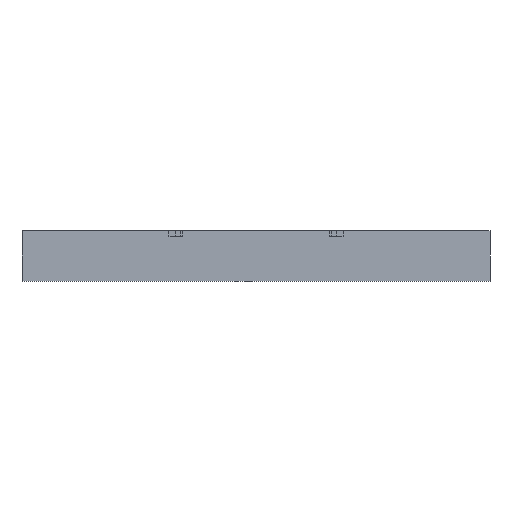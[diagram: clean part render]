
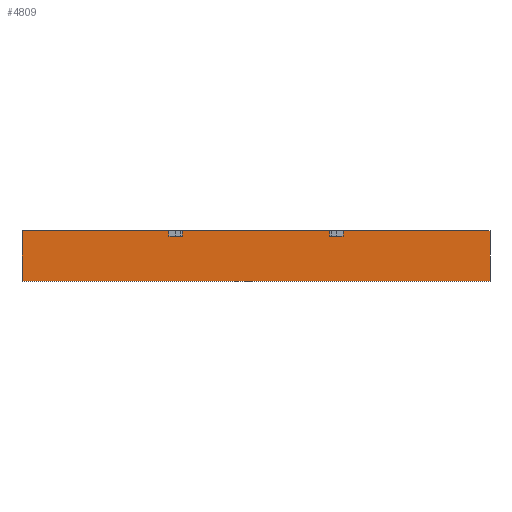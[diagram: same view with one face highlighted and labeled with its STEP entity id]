
A CAD part, front view. The second image highlights one B-rep face of the part: STEP entity #4809.
In plain terms, the highlighted planar face has unit normal (0, -1, 0).
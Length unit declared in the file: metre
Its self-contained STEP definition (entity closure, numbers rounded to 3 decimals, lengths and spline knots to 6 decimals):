
#206=LINE('',#7018,#878);
#210=LINE('',#7026,#882);
#222=LINE('',#7050,#894);
#232=LINE('',#7070,#904);
#233=LINE('',#7072,#905);
#234=LINE('',#7074,#906);
#235=LINE('',#7075,#907);
#236=LINE('',#7077,#908);
#237=LINE('',#7079,#909);
#238=LINE('',#7080,#910);
#239=LINE('',#7082,#911);
#240=LINE('',#7084,#912);
#878=VECTOR('',#5583,1.);
#882=VECTOR('',#5587,1.);
#894=VECTOR('',#5599,1.);
#904=VECTOR('',#5611,1.);
#905=VECTOR('',#5612,1.);
#906=VECTOR('',#5613,1.);
#907=VECTOR('',#5614,1.);
#908=VECTOR('',#5615,1.);
#909=VECTOR('',#5616,1.);
#910=VECTOR('',#5617,1.);
#911=VECTOR('',#5618,1.);
#912=VECTOR('',#5619,1.);
#1580=ORIENTED_EDGE('',*,*,#2948,.F.);
#1581=ORIENTED_EDGE('',*,*,#2949,.F.);
#1582=ORIENTED_EDGE('',*,*,#2950,.T.);
#1583=ORIENTED_EDGE('',*,*,#2938,.F.);
#1584=ORIENTED_EDGE('',*,*,#2951,.F.);
#1585=ORIENTED_EDGE('',*,*,#2952,.F.);
#1586=ORIENTED_EDGE('',*,*,#2953,.T.);
#1587=ORIENTED_EDGE('',*,*,#2926,.F.);
#1588=ORIENTED_EDGE('',*,*,#2954,.T.);
#1589=ORIENTED_EDGE('',*,*,#2955,.T.);
#1590=ORIENTED_EDGE('',*,*,#2956,.F.);
#1591=ORIENTED_EDGE('',*,*,#2922,.F.);
#2922=EDGE_CURVE('',#3606,#3607,#206,.T.);
#2926=EDGE_CURVE('',#3610,#3611,#210,.T.);
#2938=EDGE_CURVE('',#3622,#3623,#222,.T.);
#2948=EDGE_CURVE('',#3632,#3606,#232,.T.);
#2949=EDGE_CURVE('',#3633,#3632,#233,.T.);
#2950=EDGE_CURVE('',#3633,#3623,#234,.T.);
#2951=EDGE_CURVE('',#3634,#3622,#235,.T.);
#2952=EDGE_CURVE('',#3635,#3634,#236,.T.);
#2953=EDGE_CURVE('',#3635,#3611,#237,.T.);
#2954=EDGE_CURVE('',#3610,#3636,#238,.T.);
#2955=EDGE_CURVE('',#3636,#3637,#239,.T.);
#2956=EDGE_CURVE('',#3607,#3637,#240,.T.);
#3606=VERTEX_POINT('',#7017);
#3607=VERTEX_POINT('',#7019);
#3610=VERTEX_POINT('',#7025);
#3611=VERTEX_POINT('',#7027);
#3622=VERTEX_POINT('',#7049);
#3623=VERTEX_POINT('',#7051);
#3632=VERTEX_POINT('',#7071);
#3633=VERTEX_POINT('',#7073);
#3634=VERTEX_POINT('',#7076);
#3635=VERTEX_POINT('',#7078);
#3636=VERTEX_POINT('',#7081);
#3637=VERTEX_POINT('',#7083);
#3931=EDGE_LOOP('',(#1580,#1581,#1582,#1583,#1584,#1585,#1586,#1587,#1588,
#1589,#1590,#1591));
#4257=FACE_BOUND('',#3931,.T.);
#4541=PLANE('',#5102);
#4809=ADVANCED_FACE('',(#4257),#4541,.F.);
#5102=AXIS2_PLACEMENT_3D('',#7069,#5609,#5610);
#5583=DIRECTION('',(1.,0.,0.));
#5587=DIRECTION('',(1.,0.,0.));
#5599=DIRECTION('',(1.,0.,0.));
#5609=DIRECTION('',(0.,1.,0.));
#5610=DIRECTION('',(0.,0.,1.));
#5611=DIRECTION('',(0.,0.,1.));
#5612=DIRECTION('',(1.,0.,0.));
#5613=DIRECTION('',(0.,0.,1.));
#5614=DIRECTION('',(0.,0.,1.));
#5615=DIRECTION('',(1.,0.,0.));
#5616=DIRECTION('',(0.,0.,1.));
#5617=DIRECTION('',(0.,0.,-1.));
#5618=DIRECTION('',(1.,0.,0.));
#5619=DIRECTION('',(0.,0.,-1.));
#7017=CARTESIAN_POINT('',(1.601284,-0.113842,0.0182));
#7018=CARTESIAN_POINT('',(1.568934,-0.113842,0.0182));
#7019=CARTESIAN_POINT('',(1.655934,-0.113842,0.0182));
#7025=CARTESIAN_POINT('',(1.481934,-0.113842,0.0182));
#7026=CARTESIAN_POINT('',(1.568934,-0.113842,0.0182));
#7027=CARTESIAN_POINT('',(1.536584,-0.113842,0.0182));
#7049=CARTESIAN_POINT('',(1.541584,-0.113842,0.0182));
#7050=CARTESIAN_POINT('',(1.568934,-0.113842,0.0182));
#7051=CARTESIAN_POINT('',(1.596284,-0.113842,0.0182));
#7069=CARTESIAN_POINT('',(1.568934,-0.113842,0.0182));
#7070=CARTESIAN_POINT('',(1.601284,-0.113842,0.0182));
#7071=CARTESIAN_POINT('',(1.601284,-0.113842,0.0162));
#7072=CARTESIAN_POINT('',(1.568934,-0.113842,0.0162));
#7073=CARTESIAN_POINT('',(1.596284,-0.113842,0.0162));
#7074=CARTESIAN_POINT('',(1.596284,-0.113842,0.0182));
#7075=CARTESIAN_POINT('',(1.541584,-0.113842,0.0182));
#7076=CARTESIAN_POINT('',(1.541584,-0.113842,0.0162));
#7077=CARTESIAN_POINT('',(1.568934,-0.113842,0.0162));
#7078=CARTESIAN_POINT('',(1.536584,-0.113842,0.0162));
#7079=CARTESIAN_POINT('',(1.536584,-0.113842,0.0182));
#7080=CARTESIAN_POINT('',(1.481934,-0.113842,0.0182));
#7081=CARTESIAN_POINT('',(1.481934,-0.113842,-0.0006));
#7082=CARTESIAN_POINT('',(1.568934,-0.113842,-0.0006));
#7083=CARTESIAN_POINT('',(1.655934,-0.113842,-0.0006));
#7084=CARTESIAN_POINT('',(1.655934,-0.113842,0.0182));
